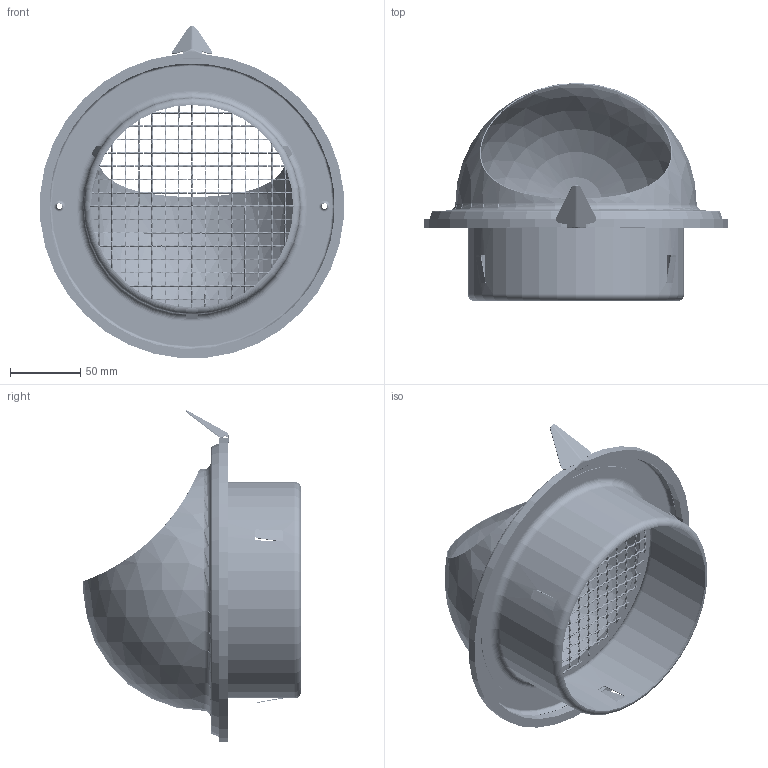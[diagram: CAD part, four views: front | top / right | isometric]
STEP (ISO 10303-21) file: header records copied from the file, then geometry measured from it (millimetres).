
FILE_DESCRIPTION (( 'STEP AP203' ), '1' );
FILE_NAME ('D579911-L.STEP', '2022-06-13T12:34:59', ( '' ), ( '' ), 'SwSTEP 2.0', 'SolidWorks 2021', '' );
FILE_SCHEMA (( 'CONFIG_CONTROL_DESIGN' ));
Length unit declared in the file: millimetre
Products named in the file (1): D579911-L
Bounding box: 216.22 x 155.2 x 236.32 mm (x, y, z)
Surface area: 227817.6 mm2 (no closed solid volume)
Topology: 0 solids, 619 shells, 5189 faces, 11852 edges, 6674 vertices
Faces by surface type: torus 2621, cylinder 2513, plane 33, cone 14, sphere 4, bspline 4
Entity records: 146427 total; most frequent: DIRECTION 30916, CARTESIAN_POINT 25989, ORIENTED_EDGE 20972, AXIS2_PLACEMENT_3D 14187, EDGE_CURVE 11848, CIRCLE 9001, VERTEX_POINT 6674, EDGE_LOOP 5209
